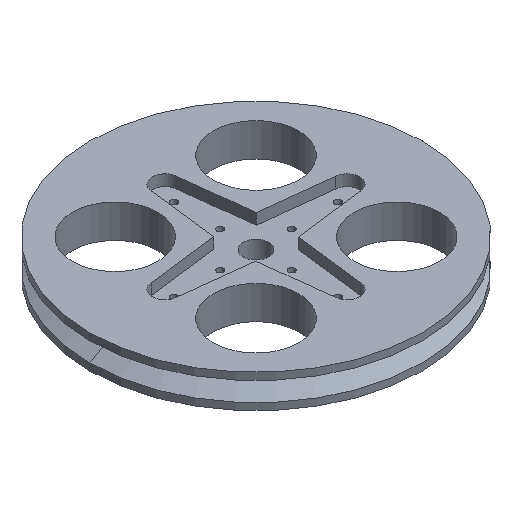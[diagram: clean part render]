
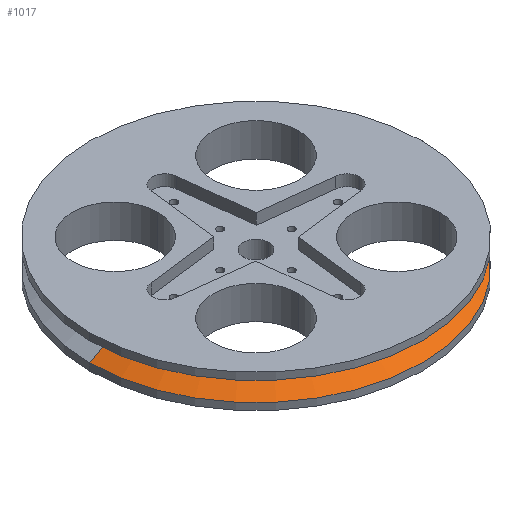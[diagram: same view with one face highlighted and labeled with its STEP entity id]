
A CAD part, isometric view. The second image highlights one B-rep face of the part: STEP entity #1017.
In plain terms, the highlighted conical face has half-angle 60 degrees and reference radius 27 mm.
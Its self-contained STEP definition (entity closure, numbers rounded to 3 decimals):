
#4 = EDGE_CURVE ( 'NONE', #281, #591, #1642, .T. ) ;
#17 = CARTESIAN_POINT ( 'NONE',  ( 0., 0., -3. ) ) ;
#80 = CARTESIAN_POINT ( 'NONE',  ( -27., 0., -3. ) ) ;
#92 = ORIENTED_EDGE ( 'NONE', *, *, #1101, .T. ) ;
#132 = ORIENTED_EDGE ( 'NONE', *, *, #4, .T. ) ;
#169 = DIRECTION ( 'NONE',  ( 0., 0., 1. ) ) ;
#170 = DIRECTION ( 'NONE',  ( -0.866, 0., -0.5 ) ) ;
#244 = CONICAL_SURFACE ( 'NONE', #1059, 27., 1.047 ) ;
#265 = DIRECTION ( 'NONE',  ( 1., 0., 0. ) ) ;
#281 = VERTEX_POINT ( 'NONE', #80 ) ;
#299 = DIRECTION ( 'NONE',  ( -1., 0., 0. ) ) ;
#379 = CIRCLE ( 'NONE', #574, 30. ) ;
#382 = CARTESIAN_POINT ( 'NONE',  ( 0., 0., -3. ) ) ;
#389 = DIRECTION ( 'NONE',  ( -1., 0., 0. ) ) ;
#427 = CARTESIAN_POINT ( 'NONE',  ( -27., 0., -3. ) ) ;
#471 = VECTOR ( 'NONE', #1145, 1000. ) ;
#475 = VERTEX_POINT ( 'NONE', #955 ) ;
#512 = EDGE_LOOP ( 'NONE', ( #609, #1084, #92, #132 ) ) ;
#574 = AXIS2_PLACEMENT_3D ( 'NONE', #1260, #169, #299 ) ;
#591 = VERTEX_POINT ( 'NONE', #825 ) ;
#609 = ORIENTED_EDGE ( 'NONE', *, *, #698, .T. ) ;
#698 = EDGE_CURVE ( 'NONE', #591, #1186, #379, .T. ) ;
#804 = EDGE_CURVE ( 'NONE', #475, #1186, #1541, .T. ) ;
#825 = CARTESIAN_POINT ( 'NONE',  ( -30., 0., -4.732 ) ) ;
#944 = DIRECTION ( 'NONE',  ( 0., 0., -1. ) ) ;
#955 = CARTESIAN_POINT ( 'NONE',  ( 27., 0., -3. ) ) ;
#988 = VECTOR ( 'NONE', #170, 1000. ) ;
#1017 = ADVANCED_FACE ( 'NONE', ( #1319 ), #244, .T. ) ;
#1059 = AXIS2_PLACEMENT_3D ( 'NONE', #382, #1713, #389 ) ;
#1084 = ORIENTED_EDGE ( 'NONE', *, *, #804, .F. ) ;
#1101 = EDGE_CURVE ( 'NONE', #475, #281, #1106, .T. ) ;
#1106 = CIRCLE ( 'NONE', #1715, 27. ) ;
#1145 = DIRECTION ( 'NONE',  ( 0.866, 0., -0.5 ) ) ;
#1186 = VERTEX_POINT ( 'NONE', #1352 ) ;
#1260 = CARTESIAN_POINT ( 'NONE',  ( 0., 0., -4.732 ) ) ;
#1319 = FACE_OUTER_BOUND ( 'NONE', #512, .T. ) ;
#1352 = CARTESIAN_POINT ( 'NONE',  ( 30., 0., -4.732 ) ) ;
#1541 = LINE ( 'NONE', #1671, #471 ) ;
#1642 = LINE ( 'NONE', #427, #988 ) ;
#1671 = CARTESIAN_POINT ( 'NONE',  ( 27., 0., -3. ) ) ;
#1713 = DIRECTION ( 'NONE',  ( 0., 0., -1. ) ) ;
#1715 = AXIS2_PLACEMENT_3D ( 'NONE', #17, #944, #265 ) ;
